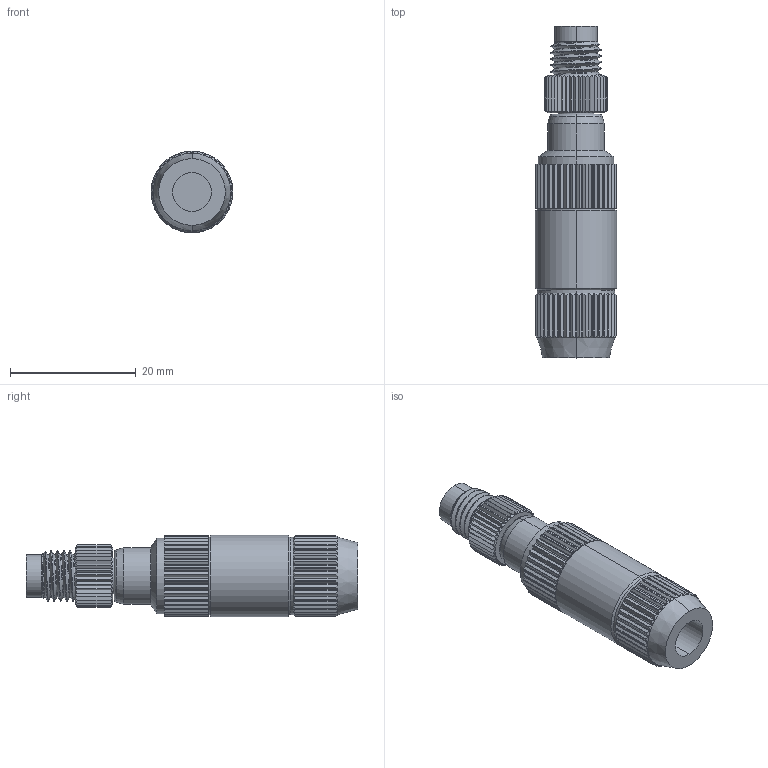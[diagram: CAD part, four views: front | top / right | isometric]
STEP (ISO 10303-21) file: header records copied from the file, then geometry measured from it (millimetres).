
FILE_DESCRIPTION (( 'STEP AP214' ), '1' );
FILE_NAME ('7000-08321-0000000.step', '2016-05-09T18:42:53', ( '' ), ( '' ), 'SwSTEP 2.0', 'SolidWorks 2015', '' );
FILE_SCHEMA (( 'AUTOMOTIVE_DESIGN' ));
Length unit declared in the file: millimetre
Products named in the file (1): 7000-08321-0000000
Bounding box: 13 x 52.8 x 13 mm (x, y, z)
Volume: 4462.9 mm3; surface area: 3008.8 mm2
Topology: 1 solids, 2 shells, 592 faces, 1554 edges, 975 vertices
Faces by surface type: plane 368, cylinder 114, cone 98, bspline 7, sphere 3, torus 2
Entity records: 22823 total; most frequent: CARTESIAN_POINT 7042, ORIENTED_EDGE 3090, DIRECTION 2658, EDGE_CURVE 1545, VERTEX_POINT 969, AXIS2_PLACEMENT_3D 931, LINE 796, VECTOR 796
